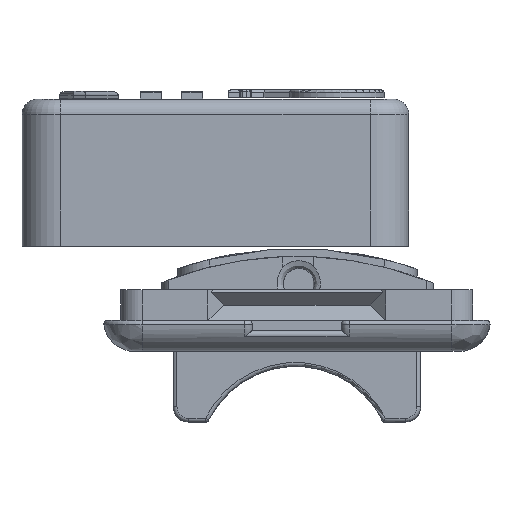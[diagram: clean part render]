
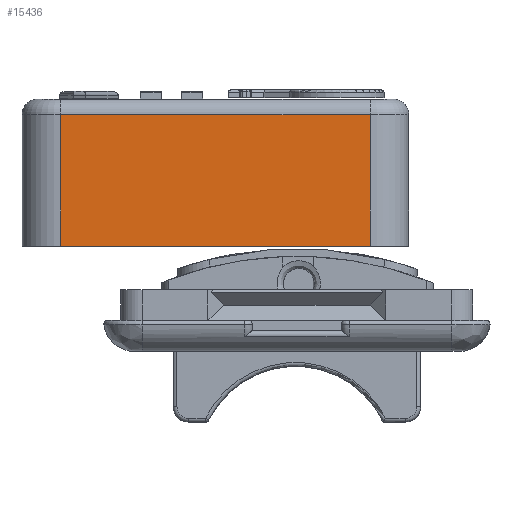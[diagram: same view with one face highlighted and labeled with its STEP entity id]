
A CAD part, front view. The second image highlights one B-rep face of the part: STEP entity #15436.
In plain terms, the highlighted planar face has unit normal (0, -1, 0).
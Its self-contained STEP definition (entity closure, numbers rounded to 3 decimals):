
#1780=FACE_OUTER_BOUND('',#2724,.T.);
#2724=EDGE_LOOP('',(#12133,#12134,#12135,#12136));
#3873=LINE('',#29110,#5150);
#3877=LINE('',#29119,#5154);
#3878=LINE('',#29123,#5155);
#3879=LINE('',#29124,#5156);
#5150=VECTOR('',#19149,10.);
#5154=VECTOR('',#19157,10.);
#5155=VECTOR('',#19162,10.);
#5156=VECTOR('',#19163,10.);
#6848=VERTEX_POINT('',#29083);
#6853=VERTEX_POINT('',#29106);
#6856=VERTEX_POINT('',#29118);
#6857=VERTEX_POINT('',#29122);
#8735=EDGE_CURVE('',#6848,#6853,#3873,.T.);
#8739=EDGE_CURVE('',#6853,#6856,#3877,.T.);
#8741=EDGE_CURVE('',#6857,#6848,#3878,.T.);
#8742=EDGE_CURVE('',#6856,#6857,#3879,.F.);
#12133=ORIENTED_EDGE('',*,*,#8735,.F.);
#12134=ORIENTED_EDGE('',*,*,#8741,.F.);
#12135=ORIENTED_EDGE('',*,*,#8742,.F.);
#12136=ORIENTED_EDGE('',*,*,#8739,.F.);
#14795=PLANE('',#16519);
#15436=ADVANCED_FACE('',(#1780),#14795,.T.);
#16519=AXIS2_PLACEMENT_3D('',#29121,#19160,#19161);
#19149=DIRECTION('',(1.,0.,0.));
#19157=DIRECTION('',(0.,0.,-1.));
#19160=DIRECTION('center_axis',(0.,-1.,0.));
#19161=DIRECTION('ref_axis',(-1.,0.,0.));
#19162=DIRECTION('',(0.,0.,1.));
#19163=DIRECTION('',(1.,0.,0.));
#29083=CARTESIAN_POINT('',(-52.584,-30.952,29.298));
#29106=CARTESIAN_POINT('',(-12.584,-30.952,29.298));
#29110=CARTESIAN_POINT('',(-21.084,-30.952,29.298));
#29118=CARTESIAN_POINT('',(-12.584,-30.952,12.298));
#29119=CARTESIAN_POINT('',(-12.584,-30.952,29.298));
#29121=CARTESIAN_POINT('Origin',(-9.584,-30.952,29.298));
#29122=CARTESIAN_POINT('',(-52.584,-30.952,12.298));
#29123=CARTESIAN_POINT('',(-52.584,-30.952,29.298));
#29124=CARTESIAN_POINT('',(-21.084,-30.952,12.298));
